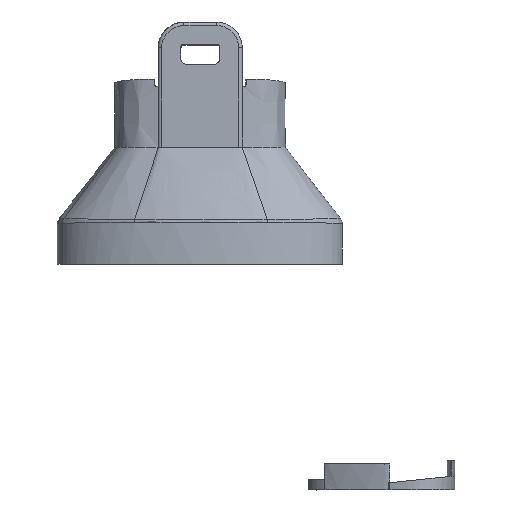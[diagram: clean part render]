
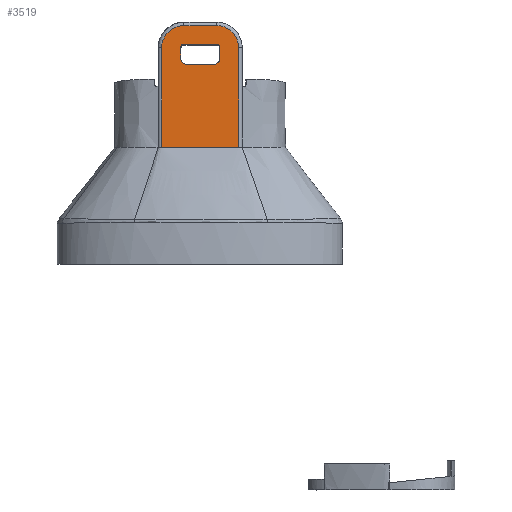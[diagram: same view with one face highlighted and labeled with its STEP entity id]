
A CAD part, left-side view. The second image highlights one B-rep face of the part: STEP entity #3519.
In plain terms, the highlighted planar face has unit normal (-1, 0.002, 0).
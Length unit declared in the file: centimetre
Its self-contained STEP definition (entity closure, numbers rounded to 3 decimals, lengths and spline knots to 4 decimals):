
#32=ELLIPSE($,#3654,0.1001,0.1);
#33=ELLIPSE($,#3655,0.1759,0.175);
#34=ELLIPSE($,#3656,0.1759,0.175);
#35=ELLIPSE($,#3657,0.1001,0.1);
#36=ELLIPSE($,#3658,0.6404,0.64);
#37=ELLIPSE($,#3659,0.6404,0.64);
#131=FACE_BOUND($,#769,.T.);
#132=FACE_BOUND($,#770,.T.);
#181=PLANE($,#3653);
#228=LINE($,#11712,#308);
#230=LINE($,#11790,#310);
#232=LINE($,#11804,#312);
#233=LINE($,#11808,#313);
#234=LINE($,#11812,#314);
#235=LINE($,#11816,#315);
#236=LINE($,#11819,#316);
#237=LINE($,#11823,#317);
#308=VECTOR($,#3897,2.22);
#310=VECTOR($,#3905,2.8545);
#312=VECTOR($,#3913,1.0247);
#313=VECTOR($,#3916,0.3071);
#314=VECTOR($,#3919,0.7776);
#315=VECTOR($,#3922,0.3072);
#316=VECTOR($,#3925,2.8545);
#317=VECTOR($,#3928,0.94);
#769=EDGE_LOOP($,(#2974,#2975,#2976,#2977,#2978,#2979,#2980,#2981));
#770=EDGE_LOOP($,(#2982,#2983,#2984,#2985,#2986,#2987));
#1499=VERTEX_POINT($,#11709);
#1500=VERTEX_POINT($,#11711);
#1503=VERTEX_POINT($,#11789);
#1507=VERTEX_POINT($,#11802);
#1508=VERTEX_POINT($,#11803);
#1509=VERTEX_POINT($,#11805);
#1510=VERTEX_POINT($,#11807);
#1511=VERTEX_POINT($,#11809);
#1512=VERTEX_POINT($,#11811);
#1513=VERTEX_POINT($,#11813);
#1514=VERTEX_POINT($,#11815);
#1515=VERTEX_POINT($,#11818);
#1516=VERTEX_POINT($,#11820);
#1517=VERTEX_POINT($,#11822);
#2004=EDGE_CURVE($,#1500,#1499,#228,.T.);
#2010=EDGE_CURVE($,#1500,#1503,#230,.T.);
#2015=EDGE_CURVE($,#1507,#1508,#232,.T.);
#2016=EDGE_CURVE($,#1509,#1508,#32,.F.);
#2017=EDGE_CURVE($,#1510,#1509,#233,.F.);
#2018=EDGE_CURVE($,#1511,#1510,#33,.T.);
#2019=EDGE_CURVE($,#1512,#1511,#234,.F.);
#2020=EDGE_CURVE($,#1513,#1512,#34,.T.);
#2021=EDGE_CURVE($,#1514,#1513,#235,.F.);
#2022=EDGE_CURVE($,#1507,#1514,#35,.F.);
#2023=EDGE_CURVE($,#1515,#1499,#236,.T.);
#2024=EDGE_CURVE($,#1516,#1515,#36,.T.);
#2025=EDGE_CURVE($,#1517,#1516,#237,.T.);
#2026=EDGE_CURVE($,#1503,#1517,#37,.T.);
#2974=ORIENTED_EDGE($,*,*,#2015,.T.);
#2975=ORIENTED_EDGE($,*,*,#2016,.F.);
#2976=ORIENTED_EDGE($,*,*,#2017,.F.);
#2977=ORIENTED_EDGE($,*,*,#2018,.F.);
#2978=ORIENTED_EDGE($,*,*,#2019,.F.);
#2979=ORIENTED_EDGE($,*,*,#2020,.F.);
#2980=ORIENTED_EDGE($,*,*,#2021,.F.);
#2981=ORIENTED_EDGE($,*,*,#2022,.F.);
#2982=ORIENTED_EDGE($,*,*,#2004,.T.);
#2983=ORIENTED_EDGE($,*,*,#2023,.F.);
#2984=ORIENTED_EDGE($,*,*,#2024,.F.);
#2985=ORIENTED_EDGE($,*,*,#2025,.F.);
#2986=ORIENTED_EDGE($,*,*,#2026,.F.);
#2987=ORIENTED_EDGE($,*,*,#2010,.F.);
#3519=ADVANCED_FACE($,(#131,#132),#181,.F.);
#3653=AXIS2_PLACEMENT_3D($,#11801,#3911,#3912);
#3654=AXIS2_PLACEMENT_3D($,#11806,#3914,#3915);
#3655=AXIS2_PLACEMENT_3D($,#11810,#3917,#3918);
#3656=AXIS2_PLACEMENT_3D($,#11814,#3920,#3921);
#3657=AXIS2_PLACEMENT_3D($,#11817,#3923,#3924);
#3658=AXIS2_PLACEMENT_3D($,#11821,#3926,#3927);
#3659=AXIS2_PLACEMENT_3D($,#11824,#3929,#3930);
#3897=DIRECTION($,(-0.002,-1.,0.));
#3905=DIRECTION($,(0.,0.,1.));
#3911=DIRECTION('center_axis',(1.,-0.002,0.));
#3912=DIRECTION('ref_axis',(0.,0.,-1.));
#3913=DIRECTION($,(-0.002,-1.,0.));
#3914=DIRECTION('center_axis',(1.,-0.002,0.));
#3915=DIRECTION('ref_axis',(0.001,0.723,-0.691));
#3916=DIRECTION($,(0.,-0.001,-1.));
#3917=DIRECTION('center_axis',(-1.,0.002,0.));
#3918=DIRECTION('ref_axis',(0.001,0.353,-0.936));
#3919=DIRECTION($,(0.002,1.,0.));
#3920=DIRECTION('center_axis',(-1.,0.002,0.));
#3921=DIRECTION('ref_axis',(-0.001,-0.324,-0.946));
#3922=DIRECTION($,(0.,-0.001,1.));
#3923=DIRECTION('center_axis',(1.,-0.002,0.));
#3924=DIRECTION('ref_axis',(-0.001,-0.689,-0.725));
#3925=DIRECTION($,(0.,0.,-1.));
#3926=DIRECTION('center_axis',(1.,-0.002,0.));
#3927=DIRECTION('ref_axis',(0.,0.,
1.));
#3928=DIRECTION($,(-0.002,-1.,0.));
#3929=DIRECTION('center_axis',(1.,-0.002,0.));
#3930=DIRECTION('ref_axis',(0.,0.,
1.));
#11709=CARTESIAN_POINT('',(-16.2293,11.381,9.87));
#11711=CARTESIAN_POINT('',(-16.2255,13.601,9.87));
#11712=CARTESIAN_POINT($,(-16.2275,12.4509,9.87));
#11789=CARTESIAN_POINT('',(-16.2255,13.601,12.7246));
#11790=CARTESIAN_POINT($,(-16.2255,13.601,11.2652));
#11801=CARTESIAN_POINT('Origin',(-16.2275,12.451,11.2652));
#11802=CARTESIAN_POINT('',(-16.2265,13.0016,12.8221));
#11803=CARTESIAN_POINT('',(-16.2283,11.9769,12.8221));
#11804=CARTESIAN_POINT($,(-16.2276,12.3972,12.8221));
#11805=CARTESIAN_POINT('',(-16.2284,11.925,12.7341));
#11806=CARTESIAN_POINT('Origin',(-16.2282,12.025,12.7343));
#11807=CARTESIAN_POINT('',(-16.2284,11.9248,12.427));
#11808=CARTESIAN_POINT($,(-16.2284,11.9245,12.0428));
#11809=CARTESIAN_POINT('',(-16.2281,12.1005,12.2505));
#11810=CARTESIAN_POINT('Origin',(-16.2281,12.0999,12.4263));
#11811=CARTESIAN_POINT('',(-16.2268,12.8781,12.2504));
#11812=CARTESIAN_POINT($,(-16.2274,12.4703,12.2504));
#11813=CARTESIAN_POINT('',(-16.2265,13.0538,12.4268));
#11814=CARTESIAN_POINT('Origin',(-16.2268,12.8787,12.4262));
#11815=CARTESIAN_POINT('',(-16.2265,13.0536,12.734));
#11816=CARTESIAN_POINT($,(-16.2265,13.054,12.0428));
#11817=CARTESIAN_POINT('Origin',(-16.2266,12.9535,12.7342));
#11818=CARTESIAN_POINT('',(-16.2293,11.381,12.7245));
#11819=CARTESIAN_POINT($,(-16.2293,11.381,11.2652));
#11820=CARTESIAN_POINT('',(-16.2282,12.0209,13.3649));
#11821=CARTESIAN_POINT('Origin',(-16.2282,12.021,12.7245));
#11822=CARTESIAN_POINT('',(-16.2266,12.9609,13.365));
#11823=CARTESIAN_POINT($,(-16.2274,12.4708,13.3649));
#11824=CARTESIAN_POINT('Origin',(-16.2266,12.961,12.7246));
